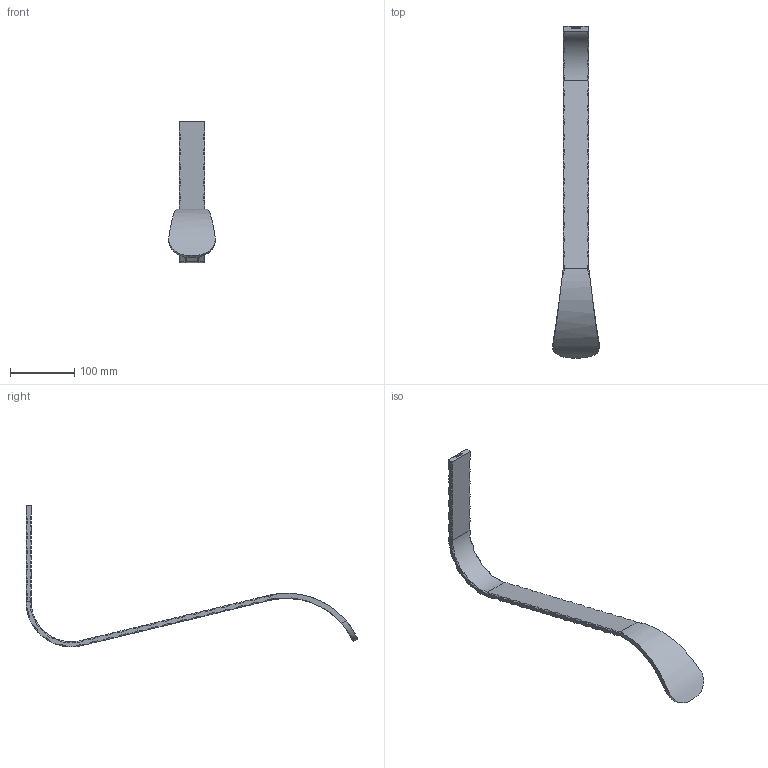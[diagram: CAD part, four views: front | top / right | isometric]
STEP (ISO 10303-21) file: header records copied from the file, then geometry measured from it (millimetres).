
FILE_DESCRIPTION (( 'STEP AP203' ), '1' );
FILE_NAME ('2071.STEP', '2019-11-12T08:56:50', ( '' ), ( '' ), 'SwSTEP 2.0', 'SolidWorks 2015', '' );
FILE_SCHEMA (( 'CONFIG_CONTROL_DESIGN' ));
Length unit declared in the file: millimetre
Products named in the file (2): 2071
Bounding box: 72.37 x 515 x 219.99 mm (x, y, z)
Volume: 247177.6 mm3; surface area: 76158.9 mm2
Topology: 1 solids, 1 shells, 291 faces, 995 edges, 562 vertices
Faces by surface type: plane 114, torus 96, bspline 73, cylinder 4, cone 4
Entity records: 15378 total; most frequent: CARTESIAN_POINT 8005, ORIENTED_EDGE 1646, DIRECTION 1307, EDGE_CURVE 823, VERTEX_POINT 550, AXIS2_PLACEMENT_3D 446, VECTOR 415, LINE 415
